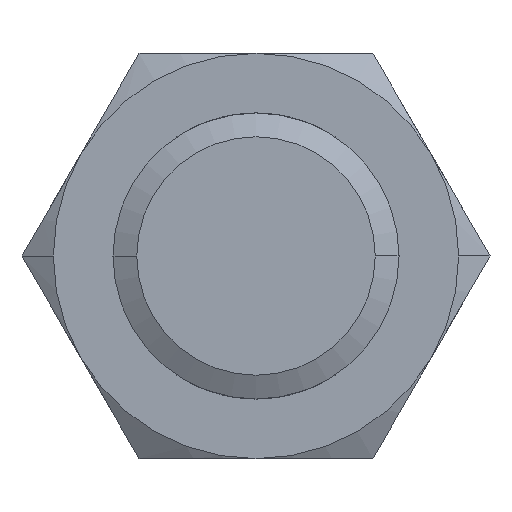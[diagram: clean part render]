
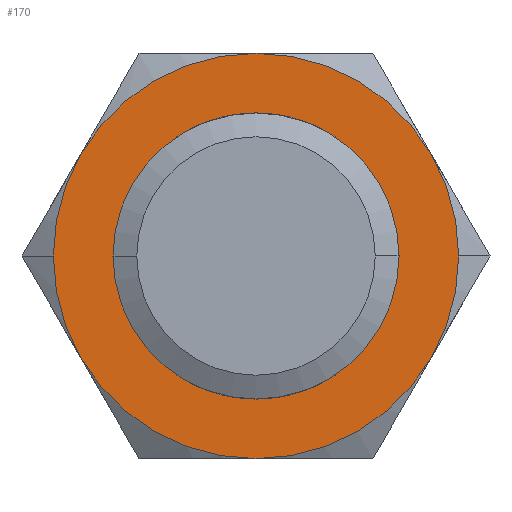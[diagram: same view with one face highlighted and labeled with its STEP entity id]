
A CAD part, front view. The second image highlights one B-rep face of the part: STEP entity #170.
In plain terms, the highlighted planar face has unit normal (0, -1, 0).
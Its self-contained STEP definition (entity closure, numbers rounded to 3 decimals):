
#170=ADVANCED_FACE('',(#275,#276),#277,.T.);
#275=FACE_OUTER_BOUND('',#387,.T.);
#276=FACE_BOUND('',#388,.T.);
#277=PLANE('',#389);
#387=EDGE_LOOP('',(#725,#726,#727,#728,#729,#730,#731,#732));
#388=EDGE_LOOP('',(#733,#734));
#389=AXIS2_PLACEMENT_3D('',#735,#736,#737);
#725=ORIENTED_EDGE('',*,*,#879,.F.);
#726=ORIENTED_EDGE('',*,*,#865,.F.);
#727=ORIENTED_EDGE('',*,*,#868,.F.);
#728=ORIENTED_EDGE('',*,*,#870,.F.);
#729=ORIENTED_EDGE('',*,*,#863,.F.);
#730=ORIENTED_EDGE('',*,*,#874,.F.);
#731=ORIENTED_EDGE('',*,*,#877,.F.);
#732=ORIENTED_EDGE('',*,*,#859,.F.);
#733=ORIENTED_EDGE('',*,*,#899,.T.);
#734=ORIENTED_EDGE('',*,*,#843,.T.);
#735=CARTESIAN_POINT('',(7.25,-18.9,0.0));
#736=DIRECTION('',(0.0,-1.0,0.0));
#737=DIRECTION('',(-1.0,0.0,0.0));
#843=EDGE_CURVE('',#989,#986,#990,.T.);
#859=EDGE_CURVE('',#1016,#1019,#1020,.T.);
#863=EDGE_CURVE('',#1025,#1023,#1027,.T.);
#865=EDGE_CURVE('',#1029,#1031,#1032,.T.);
#868=EDGE_CURVE('',#1035,#1029,#1037,.T.);
#870=EDGE_CURVE('',#1023,#1035,#1039,.T.);
#874=EDGE_CURVE('',#1043,#1025,#1045,.T.);
#877=EDGE_CURVE('',#1019,#1043,#1049,.T.);
#879=EDGE_CURVE('',#1031,#1016,#1051,.T.);
#899=EDGE_CURVE('',#986,#989,#1079,.T.);
#986=VERTEX_POINT('',#1186);
#989=VERTEX_POINT('',#1190);
#990=CIRCLE('',#1191,6.0);
#1016=VERTEX_POINT('',#1246);
#1019=VERTEX_POINT('',#1250);
#1020=CIRCLE('',#1251,8.5);
#1023=VERTEX_POINT('',#1265);
#1025=VERTEX_POINT('',#1268);
#1027=CIRCLE('',#1281,8.5);
#1029=VERTEX_POINT('',#1283);
#1031=VERTEX_POINT('',#1296);
#1032=CIRCLE('',#1297,8.5);
#1035=VERTEX_POINT('',#1311);
#1037=CIRCLE('',#1324,8.5);
#1039=CIRCLE('',#1337,8.5);
#1043=VERTEX_POINT('',#1363);
#1045=CIRCLE('',#1376,8.5);
#1049=CIRCLE('',#1402,8.5);
#1051=CIRCLE('',#1415,8.5);
#1079=CIRCLE('',#1553,6.0);
#1186=CARTESIAN_POINT('',(6.0,-18.9,0.0));
#1190=CARTESIAN_POINT('',(-6.0,-18.9,0.));
#1191=AXIS2_PLACEMENT_3D('',#1677,#1678,#1679);
#1246=CARTESIAN_POINT('',(8.5,-18.9,0.));
#1250=CARTESIAN_POINT('',(7.361,-18.9,-4.25));
#1251=AXIS2_PLACEMENT_3D('',#1703,#1704,#1705);
#1265=CARTESIAN_POINT('',(-8.5,-18.9,0.));
#1268=CARTESIAN_POINT('',(-7.361,-18.9,-4.25));
#1281=AXIS2_PLACEMENT_3D('',#1707,#1708,#1709);
#1283=CARTESIAN_POINT('',(0.,-18.9,8.5));
#1296=CARTESIAN_POINT('',(7.361,-18.9,4.25));
#1297=AXIS2_PLACEMENT_3D('',#1710,#1711,#1712);
#1311=CARTESIAN_POINT('',(-7.361,-18.9,4.25));
#1324=AXIS2_PLACEMENT_3D('',#1713,#1714,#1715);
#1337=AXIS2_PLACEMENT_3D('',#1716,#1717,#1718);
#1363=CARTESIAN_POINT('',(0.0,-18.9,-8.5));
#1376=AXIS2_PLACEMENT_3D('',#1719,#1720,#1721);
#1402=AXIS2_PLACEMENT_3D('',#1722,#1723,#1724);
#1415=AXIS2_PLACEMENT_3D('',#1725,#1726,#1727);
#1553=AXIS2_PLACEMENT_3D('',#1755,#1756,#1757);
#1677=CARTESIAN_POINT('',(0.0,-18.9,0.0));
#1678=DIRECTION('',(0.0,1.0,0.0));
#1679=DIRECTION('',(1.0,0.0,0.0));
#1703=CARTESIAN_POINT('',(0.0,-18.9,0.0));
#1704=DIRECTION('',(0.0,1.0,0.0));
#1705=DIRECTION('',(1.0,0.0,0.0));
#1707=CARTESIAN_POINT('',(0.0,-18.9,0.0));
#1708=DIRECTION('',(0.0,1.0,0.0));
#1709=DIRECTION('',(1.0,0.0,0.0));
#1710=CARTESIAN_POINT('',(0.0,-18.9,0.0));
#1711=DIRECTION('',(0.0,1.0,0.0));
#1712=DIRECTION('',(1.0,0.0,0.0));
#1713=CARTESIAN_POINT('',(0.0,-18.9,0.0));
#1714=DIRECTION('',(0.0,1.0,0.0));
#1715=DIRECTION('',(1.0,0.0,0.0));
#1716=CARTESIAN_POINT('',(0.0,-18.9,0.0));
#1717=DIRECTION('',(0.0,1.0,0.0));
#1718=DIRECTION('',(1.0,0.0,0.0));
#1719=CARTESIAN_POINT('',(0.0,-18.9,0.0));
#1720=DIRECTION('',(0.0,1.0,0.0));
#1721=DIRECTION('',(1.0,0.0,0.0));
#1722=CARTESIAN_POINT('',(0.0,-18.9,0.0));
#1723=DIRECTION('',(0.0,1.0,0.0));
#1724=DIRECTION('',(1.0,0.0,0.0));
#1725=CARTESIAN_POINT('',(0.0,-18.9,0.0));
#1726=DIRECTION('',(0.0,1.0,0.0));
#1727=DIRECTION('',(1.0,0.0,0.0));
#1755=CARTESIAN_POINT('',(0.0,-18.9,0.0));
#1756=DIRECTION('',(0.0,1.0,0.0));
#1757=DIRECTION('',(1.0,0.0,0.0));
